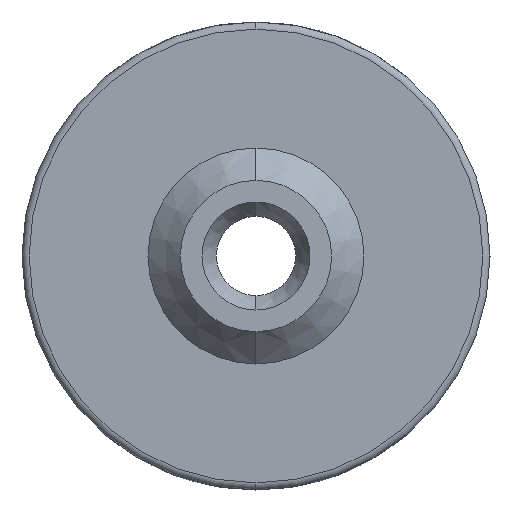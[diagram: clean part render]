
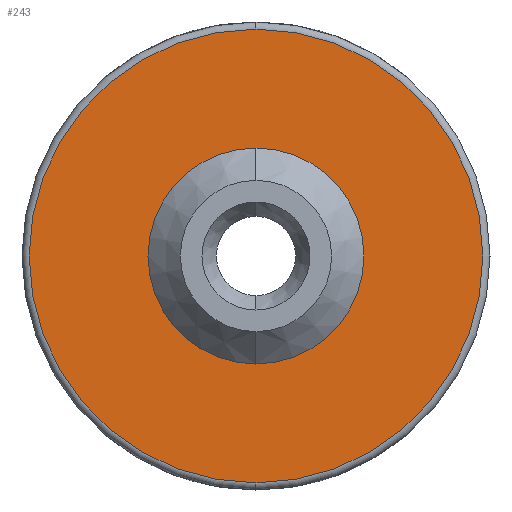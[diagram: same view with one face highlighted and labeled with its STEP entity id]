
A CAD part, left-side view. The second image highlights one B-rep face of the part: STEP entity #243.
In plain terms, the highlighted planar face has unit normal (-1, 0, 0).
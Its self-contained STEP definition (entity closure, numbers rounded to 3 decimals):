
#3 = AXIS2_PLACEMENT_3D ( 'NONE', #255, #848, #10 ) ;
#10 = DIRECTION ( 'NONE',  ( 0., 0., -1. ) ) ;
#44 = CARTESIAN_POINT ( 'NONE',  ( -52., 0., -2.6 ) ) ;
#61 = DIRECTION ( 'NONE',  ( -1., 0., 0. ) ) ;
#107 = FACE_OUTER_BOUND ( 'NONE', #413, .T. ) ;
#129 = VERTEX_POINT ( 'NONE', #816 ) ;
#166 = EDGE_CURVE ( 'NONE', #129, #590, #192, .T. ) ;
#170 = FACE_BOUND ( 'NONE', #442, .T. ) ;
#192 = CIRCLE ( 'NONE', #567, 6.3 ) ;
#202 = CIRCLE ( 'NONE', #852, 6.3 ) ;
#223 = CARTESIAN_POINT ( 'NONE',  ( -52., 0., -6.3 ) ) ;
#243 = ADVANCED_FACE ( 'NONE', ( #170, #107 ), #448, .F. ) ;
#254 = ORIENTED_EDGE ( 'NONE', *, *, #166, .T. ) ;
#255 = CARTESIAN_POINT ( 'NONE',  ( -52., 0., -6.3 ) ) ;
#413 = EDGE_LOOP ( 'NONE', ( #254, #1000 ) ) ;
#432 = DIRECTION ( 'NONE',  ( 0., 0., 1. ) ) ;
#442 = EDGE_LOOP ( 'NONE', ( #467, #801 ) ) ;
#448 = PLANE ( 'NONE',  #3 ) ;
#467 = ORIENTED_EDGE ( 'NONE', *, *, #803, .F. ) ;
#492 = DIRECTION ( 'NONE',  ( 0., 0., 1. ) ) ;
#509 = DIRECTION ( 'NONE',  ( -1., 0., 0. ) ) ;
#546 = EDGE_CURVE ( 'NONE', #710, #654, #981, .T. ) ;
#565 = DIRECTION ( 'NONE',  ( -1., 0., 0. ) ) ;
#567 = AXIS2_PLACEMENT_3D ( 'NONE', #905, #565, #822 ) ;
#590 = VERTEX_POINT ( 'NONE', #223 ) ;
#600 = CARTESIAN_POINT ( 'NONE',  ( -52., 0., 2.6 ) ) ;
#648 = EDGE_CURVE ( 'NONE', #590, #129, #202, .T. ) ;
#649 = AXIS2_PLACEMENT_3D ( 'NONE', #834, #753, #492 ) ;
#654 = VERTEX_POINT ( 'NONE', #600 ) ;
#655 = DIRECTION ( 'NONE',  ( 0., 0., 1. ) ) ;
#710 = VERTEX_POINT ( 'NONE', #44 ) ;
#753 = DIRECTION ( 'NONE',  ( -1., 0., 0. ) ) ;
#801 = ORIENTED_EDGE ( 'NONE', *, *, #546, .F. ) ;
#803 = EDGE_CURVE ( 'NONE', #654, #710, #1090, .T. ) ;
#816 = CARTESIAN_POINT ( 'NONE',  ( -52., 0., 6.3 ) ) ;
#822 = DIRECTION ( 'NONE',  ( 0., 0., 1. ) ) ;
#834 = CARTESIAN_POINT ( 'NONE',  ( -52., 0., 0. ) ) ;
#848 = DIRECTION ( 'NONE',  ( 1., 0., 0. ) ) ;
#852 = AXIS2_PLACEMENT_3D ( 'NONE', #937, #509, #432 ) ;
#856 = AXIS2_PLACEMENT_3D ( 'NONE', #1066, #61, #655 ) ;
#905 = CARTESIAN_POINT ( 'NONE',  ( -52., 0., 0. ) ) ;
#937 = CARTESIAN_POINT ( 'NONE',  ( -52., 0., 0. ) ) ;
#981 = CIRCLE ( 'NONE', #649, 2.6 ) ;
#1000 = ORIENTED_EDGE ( 'NONE', *, *, #648, .T. ) ;
#1066 = CARTESIAN_POINT ( 'NONE',  ( -52., 0., 0. ) ) ;
#1090 = CIRCLE ( 'NONE', #856, 2.6 ) ;
